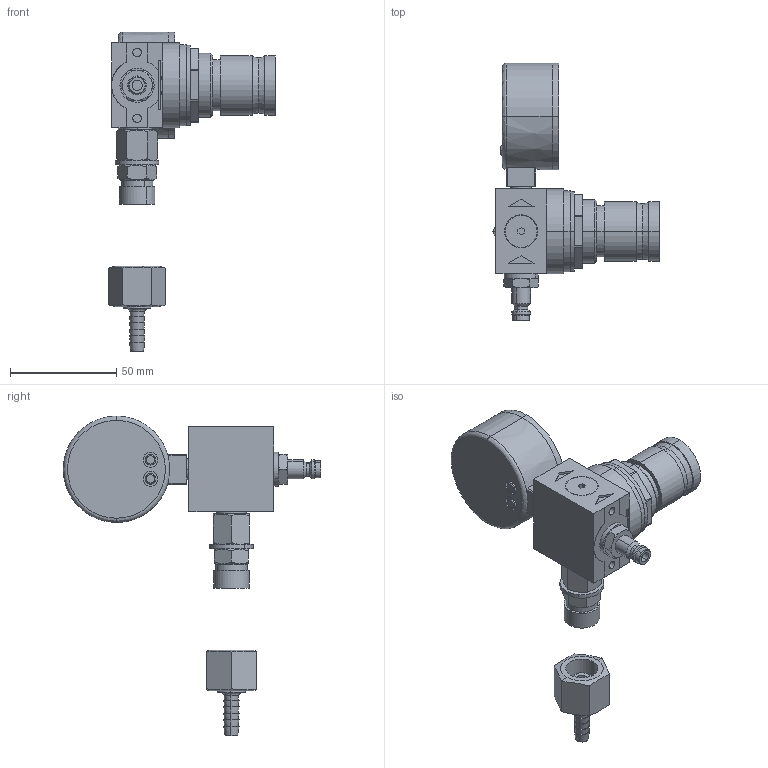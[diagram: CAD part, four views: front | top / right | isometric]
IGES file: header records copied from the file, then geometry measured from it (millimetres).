
Start section: SolidWorks IGES file using analytic representation for surfaces
Global section: file name: 123HNTC OPM35 0-35 PSI Output pressure unit for pneuchange trio.IGS; native system: SolidWorks 2009; preprocessor: SolidWorks 2009; author: cad; date: 091023.100308; units: millimetre
Bounding box: 78.45 x 121 x 150.24 mm (x, y, z)
Volume: 143365.2 mm3; surface area: 42786.2 mm2
Topology: 15 solids, 15 shells, 1142 faces, 2903 edges, 1898 vertices
Faces by surface type: plane 592, revolution 321, bspline 229
